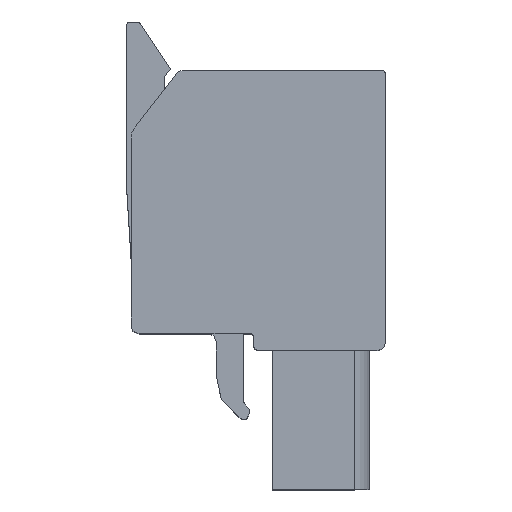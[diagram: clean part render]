
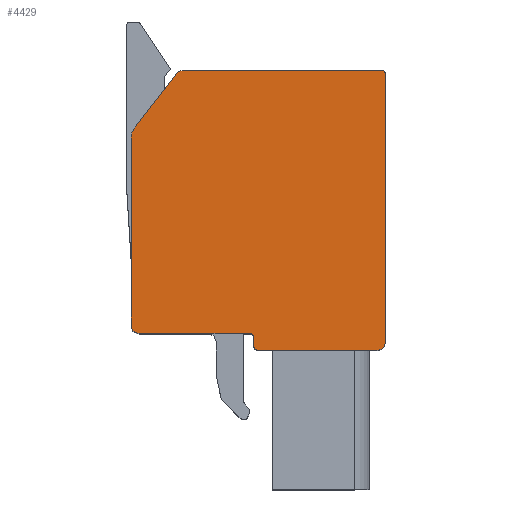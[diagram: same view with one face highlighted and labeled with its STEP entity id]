
A CAD part, top view. The second image highlights one B-rep face of the part: STEP entity #4429.
In plain terms, the highlighted planar face has unit normal (0, 0, 1).
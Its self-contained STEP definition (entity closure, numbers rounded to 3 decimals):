
#113=DIRECTION('',(1.,0.,0.));
#114=VECTOR('',#113,7.05);
#115=CARTESIAN_POINT('',(9.402,11.784,2.94));
#116=LINE('',#115,#114);
#469=CARTESIAN_POINT('',(9.402,12.084,2.94));
#470=DIRECTION('',(0.,0.,1.));
#471=DIRECTION('',(-1.,0.,0.));
#472=AXIS2_PLACEMENT_3D('',#469,#470,#471);
#474=DIRECTION('',(0.,-1.,0.));
#475=VECTOR('',#474,0.5);
#476=CARTESIAN_POINT('',(9.102,12.584,2.94));
#477=LINE('',#476,#475);
#478=CARTESIAN_POINT('',(8.902,12.584,2.94));
#479=DIRECTION('',(0.,0.,-1.));
#480=DIRECTION('',(0.,1.,0.));
#481=AXIS2_PLACEMENT_3D('',#478,#479,#480);
#483=DIRECTION('',(1.,0.,0.));
#484=VECTOR('',#483,6.61);
#485=CARTESIAN_POINT('',(2.292,12.784,2.94));
#486=LINE('',#485,#484);
#487=CARTESIAN_POINT('',(2.292,13.284,2.94));
#488=DIRECTION('',(0.,0.,1.));
#489=DIRECTION('',(-1.,0.,0.));
#490=AXIS2_PLACEMENT_3D('',#487,#488,#489);
#492=DIRECTION('',(0.,-1.,0.));
#493=VECTOR('',#492,11.132);
#494=CARTESIAN_POINT('',(1.792,24.416,2.94));
#495=LINE('',#494,#493);
#496=CARTESIAN_POINT('',(2.792,24.416,2.94));
#497=DIRECTION('',(0.,0.,1.));
#498=DIRECTION('',(-0.789,0.614,0.));
#499=AXIS2_PLACEMENT_3D('',#496,#497,#498);
#501=DIRECTION('',(-0.614,-0.789,0.));
#502=VECTOR('',#501,4.1);
#503=CARTESIAN_POINT('',(4.52,28.266,2.94));
#504=LINE('',#503,#502);
#505=CARTESIAN_POINT('',(4.915,27.959,2.94));
#506=DIRECTION('',(0.,0.,1.));
#507=DIRECTION('',(0.,1.,0.));
#508=AXIS2_PLACEMENT_3D('',#505,#506,#507);
#510=DIRECTION('',(-1.,0.,0.));
#511=VECTOR('',#510,11.838);
#512=CARTESIAN_POINT('',(16.752,28.459,2.94));
#513=LINE('',#512,#511);
#514=CARTESIAN_POINT('',(16.752,28.259,2.94));
#515=DIRECTION('',(0.,0.,1.));
#516=DIRECTION('',(1.,0.,0.));
#517=AXIS2_PLACEMENT_3D('',#514,#515,#516);
#519=DIRECTION('',(0.,1.,0.));
#520=VECTOR('',#519,15.975);
#521=CARTESIAN_POINT('',(16.952,12.284,2.94));
#522=LINE('',#521,#520);
#523=CARTESIAN_POINT('',(16.452,12.284,2.94));
#524=DIRECTION('',(0.,0.,1.));
#525=DIRECTION('',(0.,-1.,0.));
#526=AXIS2_PLACEMENT_3D('',#523,#524,#525);
#2887=CARTESIAN_POINT('',(2.003,25.03,2.94));
#2888=CARTESIAN_POINT('',(1.792,24.416,2.94));
#2889=VERTEX_POINT('',#2887);
#2890=VERTEX_POINT('',#2888);
#2891=CARTESIAN_POINT('',(1.792,13.284,2.94));
#2892=VERTEX_POINT('',#2891);
#2893=CARTESIAN_POINT('',(2.292,12.784,2.94));
#2894=VERTEX_POINT('',#2893);
#2895=CARTESIAN_POINT('',(8.902,12.784,2.94));
#2896=VERTEX_POINT('',#2895);
#2897=CARTESIAN_POINT('',(9.102,12.584,2.94));
#2898=VERTEX_POINT('',#2897);
#2899=CARTESIAN_POINT('',(9.102,12.084,2.94));
#2900=VERTEX_POINT('',#2899);
#2901=CARTESIAN_POINT('',(9.402,11.784,2.94));
#2902=VERTEX_POINT('',#2901);
#2903=CARTESIAN_POINT('',(16.452,11.784,2.94));
#2904=CARTESIAN_POINT('',(16.952,12.284,2.94));
#2905=VERTEX_POINT('',#2903);
#2906=VERTEX_POINT('',#2904);
#2907=CARTESIAN_POINT('',(16.952,28.259,2.94));
#2908=VERTEX_POINT('',#2907);
#2909=CARTESIAN_POINT('',(16.752,28.459,2.94));
#2910=VERTEX_POINT('',#2909);
#2911=CARTESIAN_POINT('',(4.915,28.459,2.94));
#2912=VERTEX_POINT('',#2911);
#2913=CARTESIAN_POINT('',(4.52,28.266,2.94));
#2914=VERTEX_POINT('',#2913);
#4395=CARTESIAN_POINT('',(0.,0.,2.94));
#4396=DIRECTION('',(0.,0.,1.));
#4397=DIRECTION('',(1.,0.,0.));
#4398=AXIS2_PLACEMENT_3D('',#4395,#4396,#4397);
#4399=PLANE('',#4398);
#4400=ORIENTED_EDGE('',*,*,#3738,.F.);
#4402=ORIENTED_EDGE('',*,*,#4401,.F.);
#4404=ORIENTED_EDGE('',*,*,#4403,.F.);
#4406=ORIENTED_EDGE('',*,*,#4405,.F.);
#4408=ORIENTED_EDGE('',*,*,#4407,.F.);
#4410=ORIENTED_EDGE('',*,*,#4409,.F.);
#4412=ORIENTED_EDGE('',*,*,#4411,.F.);
#4414=ORIENTED_EDGE('',*,*,#4413,.F.);
#4416=ORIENTED_EDGE('',*,*,#4415,.F.);
#4418=ORIENTED_EDGE('',*,*,#4417,.F.);
#4420=ORIENTED_EDGE('',*,*,#4419,.F.);
#4422=ORIENTED_EDGE('',*,*,#4421,.F.);
#4424=ORIENTED_EDGE('',*,*,#4423,.F.);
#4426=ORIENTED_EDGE('',*,*,#4425,.F.);
#4427=EDGE_LOOP('',(#4400,#4402,#4404,#4406,#4408,#4410,#4412,#4414,#4416,#4418,
#4420,#4422,#4424,#4426));
#4428=FACE_OUTER_BOUND('',#4427,.F.);
#4429=ADVANCED_FACE('',(#4428),#4399,.T.);
#473=CIRCLE('',#472,0.3);
#482=CIRCLE('',#481,0.2);
#491=CIRCLE('',#490,0.5);
#500=CIRCLE('',#499,1.);
#509=CIRCLE('',#508,0.5);
#518=CIRCLE('',#517,0.2);
#527=CIRCLE('',#526,0.5);
#3738=EDGE_CURVE('',#2902,#2905,#116,.T.);
#4401=EDGE_CURVE('',#2900,#2902,#473,.T.);
#4403=EDGE_CURVE('',#2898,#2900,#477,.T.);
#4405=EDGE_CURVE('',#2896,#2898,#482,.T.);
#4407=EDGE_CURVE('',#2894,#2896,#486,.T.);
#4409=EDGE_CURVE('',#2892,#2894,#491,.T.);
#4411=EDGE_CURVE('',#2890,#2892,#495,.T.);
#4413=EDGE_CURVE('',#2889,#2890,#500,.T.);
#4415=EDGE_CURVE('',#2914,#2889,#504,.T.);
#4417=EDGE_CURVE('',#2912,#2914,#509,.T.);
#4419=EDGE_CURVE('',#2910,#2912,#513,.T.);
#4421=EDGE_CURVE('',#2908,#2910,#518,.T.);
#4423=EDGE_CURVE('',#2906,#2908,#522,.T.);
#4425=EDGE_CURVE('',#2905,#2906,#527,.T.);
